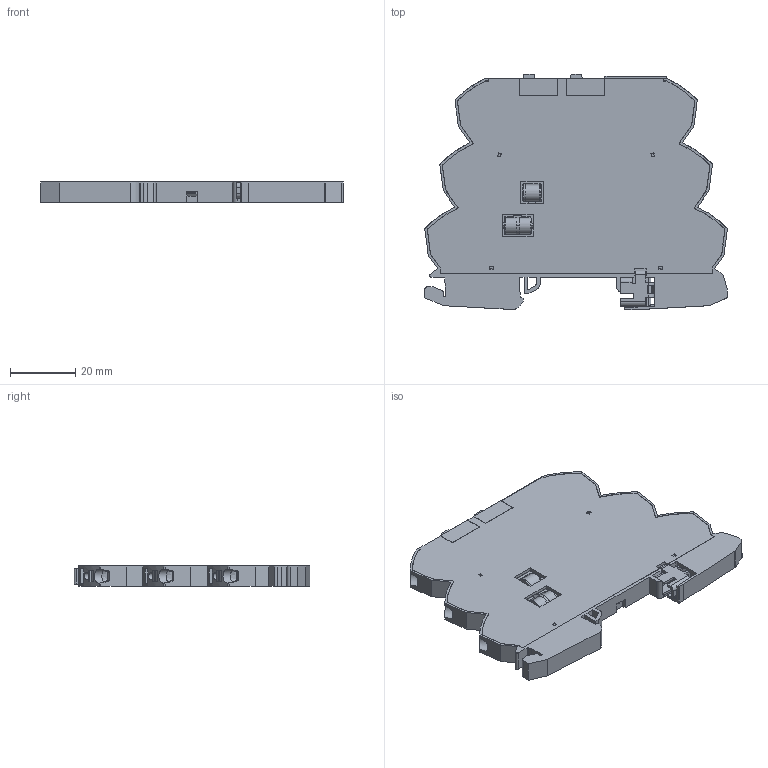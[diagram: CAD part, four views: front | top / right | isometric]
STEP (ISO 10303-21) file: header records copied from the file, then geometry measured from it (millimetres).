
FILE_DESCRIPTION((''),'2;1');
FILE_NAME('DM_CAD-6042_ASM','2018-09-13T',('creinig-se'),(''),'PRO/ENGINEER BY PARAMETRIC TECHNOLOGY CORPORATION, 2015440','PRO/ENGINEER BY PARAMETRIC TECHNOLOGY CORPORATION, 2015440','');
FILE_SCHEMA(('CONFIG_CONTROL_DESIGN'));
Length unit declared in the file: millimetre
Products named in the file (5): DM_CAD-6042_HSG; DM_CAD-6041_INNEN_SW0001; DM_CAD-6042_TEILW_1_SW0001; DM_CAD-6041_1; DM_CAD-6042_ASM
Assembly tree (4 placements, depth 2):
  DM_CAD-6042_ASM
    DM_CAD-6042_HSG
    DM_CAD-6041_INNEN_SW0001
    DM_CAD-6042_TEILW_1_SW0001
    DM_CAD-6041_1
Bounding box: 93.08 x 72.5 x 6.25 mm (x, y, z)
Volume: 34366.9 mm3; surface area: 30871.1 mm2
Topology: 14 solids, 17 shells, 1348 faces, 3902 edges, 2709 vertices
Faces by surface type: plane 879, cylinder 409, sphere 36, bspline 22, torus 2
Entity records: 56468 total; most frequent: CARTESIAN_POINT 10510, ORIENTED_EDGE 7654, DIRECTION 7133, EDGE_CURVE 3827, VECTOR 2709, LINE 2709, PRESENTATION_STYLE_ASSIGNMENT 2630, STYLED_ITEM 2630
